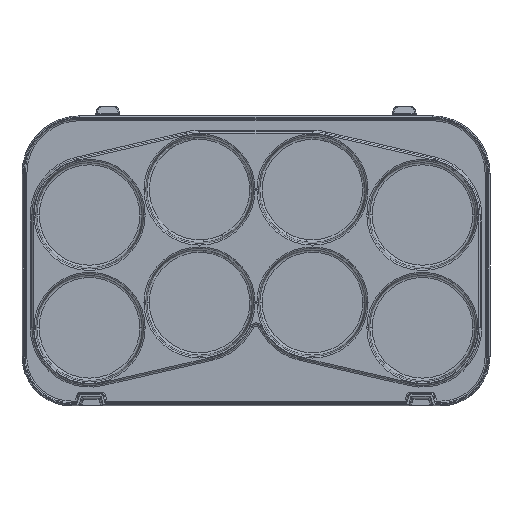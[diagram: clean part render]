
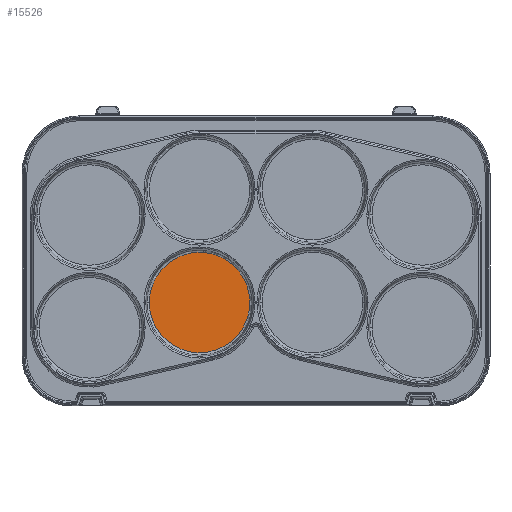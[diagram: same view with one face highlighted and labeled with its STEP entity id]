
A CAD part, top view. The second image highlights one B-rep face of the part: STEP entity #15526.
In plain terms, the highlighted planar face has unit normal (0, 0, 1).
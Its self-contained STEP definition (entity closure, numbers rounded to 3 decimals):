
#1=CARTESIAN_POINT('',(-64.741,-34.25,-7.35));
#2=CARTESIAN_POINT('',(-64.741,-32.385,-7.35));
#3=CARTESIAN_POINT('',(-64.407,-28.716,-7.35));
#4=CARTESIAN_POINT('',(-62.886,-23.282,-7.35));
#5=CARTESIAN_POINT('',(-60.41,-18.256,-7.35));
#6=CARTESIAN_POINT('',(-57.054,-13.751,-7.35));
#7=CARTESIAN_POINT('',(-52.935,-9.938,-7.35));
#8=CARTESIAN_POINT('',(-48.188,-6.939,-7.35));
#9=CARTESIAN_POINT('',(-42.978,-4.853,-7.35));
#10=CARTESIAN_POINT('',(-37.46,-3.763,-7.35));
#11=CARTESIAN_POINT('',(-33.747,-3.693,-7.35));
#12=CARTESIAN_POINT('',(-31.87,-3.84,-7.35));
#54=CARTESIAN_POINT('',(-31.87,-3.84,-7.35));
#72=CARTESIAN_POINT('',(-64.741,-34.25,-7.35));
#73=CARTESIAN_POINT('',(-64.741,-36.216,-7.35));
#74=CARTESIAN_POINT('',(-64.371,-40.076,-7.35));
#75=CARTESIAN_POINT('',(-62.686,-45.775,-7.35));
#76=CARTESIAN_POINT('',(-59.953,-51.002,-7.35));
#77=CARTESIAN_POINT('',(-56.261,-55.625,-7.35));
#78=CARTESIAN_POINT('',(-51.754,-59.448,-7.35));
#79=CARTESIAN_POINT('',(-46.596,-62.338,-7.35));
#80=CARTESIAN_POINT('',(-40.981,-64.184,-7.35));
#81=CARTESIAN_POINT('',(-35.115,-64.919,-7.35));
#82=CARTESIAN_POINT('',(-29.217,-64.516,-7.35));
#83=CARTESIAN_POINT('',(-23.507,-62.989,-7.35));
#84=CARTESIAN_POINT('',(-18.195,-60.395,-7.35));
#85=CARTESIAN_POINT('',(-13.478,-56.83,-7.35));
#86=CARTESIAN_POINT('',(-9.534,-52.428,-7.35));
#87=CARTESIAN_POINT('',(-6.506,-47.35,-7.35));
#88=CARTESIAN_POINT('',(-4.509,-41.787,-7.35));
#89=CARTESIAN_POINT('',(-3.616,-35.944,-7.35));
#90=CARTESIAN_POINT('',(-3.859,-30.034,-7.35));
#91=CARTESIAN_POINT('',(-5.234,-24.279,-7.35));
#92=CARTESIAN_POINT('',(-7.687,-18.896,-7.35));
#93=CARTESIAN_POINT('',(-11.127,-14.083,-7.35));
#94=CARTESIAN_POINT('',(-15.428,-10.021,-7.35));
#95=CARTESIAN_POINT('',(-20.425,-6.858,-7.35));
#96=CARTESIAN_POINT('',(-25.941,-4.721,-7.35));
#97=CARTESIAN_POINT('',(-29.847,-3.998,-7.35));
#98=CARTESIAN_POINT('',(-31.87,-3.84,-7.35));
#13545=CARTESIAN_POINT('',(-64.741,-34.25,-7.35));
#13546=VERTEX_POINT('',#13545);
#14421=VERTEX_POINT('',#54);
#15515=CARTESIAN_POINT('',(0.,0.,-7.35));
#15516=DIRECTION('',(0.,0.,1.));
#15517=DIRECTION('',(1.,0.,0.));
#15518=AXIS2_PLACEMENT_3D('',#15515,#15516,#15517);
#15519=PLANE('',#15518);
#15521=ORIENTED_EDGE('',*,*,#15520,.T.);
#15523=ORIENTED_EDGE('',*,*,#15522,.F.);
#15524=EDGE_LOOP('',(#15521,#15523));
#15525=FACE_OUTER_BOUND('',#15524,.F.);
#13=B_SPLINE_CURVE_WITH_KNOTS('',3,(#1,#2,#3,#4,#5,#6,#7,#8,#9,#10,#11,#12),
.UNSPECIFIED.,.F.,.F.,(4,1,1,1,1,1,1,1,1,4),(0.,0.111,
0.222,0.333,0.444,0.556,
0.667,0.778,0.889,1.),.UNSPECIFIED.);
#99=B_SPLINE_CURVE_WITH_KNOTS('',3,(#72,#73,#74,#75,#76,#77,#78,#79,#80,#81,#82,
#83,#84,#85,#86,#87,#88,#89,#90,#91,#92,#93,#94,#95,#96,#97,#98),.UNSPECIFIED.,
.F.,.F.,(4,1,1,1,1,1,1,1,1,1,1,1,1,1,1,1,1,1,1,1,1,1,1,1,4),(0.,
0.042,0.083,0.125,0.167,0.208,
0.25,0.292,0.333,0.375,0.417,
0.458,0.5,0.542,0.583,0.625,
0.667,0.708,0.75,0.792,0.833,
0.875,0.917,0.958,1.),.UNSPECIFIED.);
#15520=EDGE_CURVE('',#13546,#14421,#13,.T.);
#15522=EDGE_CURVE('',#13546,#14421,#99,.T.);
#15526=ADVANCED_FACE('',(#15525),#15519,.T.);
